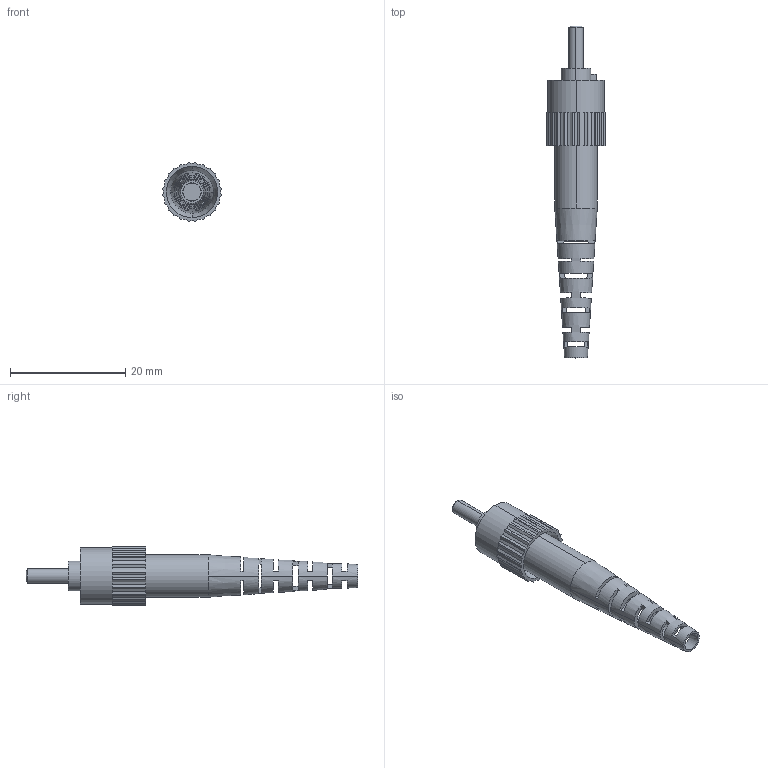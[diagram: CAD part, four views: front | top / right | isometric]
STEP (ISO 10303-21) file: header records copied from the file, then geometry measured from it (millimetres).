
FILE_DESCRIPTION (( 'STEP AP214' ), '1' );
FILE_NAME ('FOC-STSMS30.STEP', '2020-02-25T16:19:50', ( '' ), ( '' ), 'SwSTEP 2.0', 'SolidWorks 2018', '' );
FILE_SCHEMA (( 'AUTOMOTIVE_DESIGN' ));
Length unit declared in the file: inch
Products named in the file (4): CONN-95-200-06-BP3B-MA3; FOC-STSMS30; CONN-95-200-06-BP3B-MA2; CONN-95-200-06-BP3B-MA1
Assembly tree (3 placements, depth 2):
  FOC-STSMS30
    CONN-95-200-06-BP3B-MA1
    CONN-95-200-06-BP3B-MA3
    CONN-95-200-06-BP3B-MA2
Bounding box: 10.3 x 57.66 x 10.3 mm (x, y, z)
Volume: 1473.1 mm3; surface area: 2824.6 mm2
Topology: 3 solids, 3 shells, 182 faces, 537 edges, 356 vertices
Faces by surface type: plane 151, cylinder 17, cone 12, torus 2
Entity records: 6684 total; most frequent: CARTESIAN_POINT 1423, ORIENTED_EDGE 1074, DIRECTION 997, EDGE_CURVE 537, VERTEX_POINT 356, VECTOR 341, LINE 341, AXIS2_PLACEMENT_3D 328
